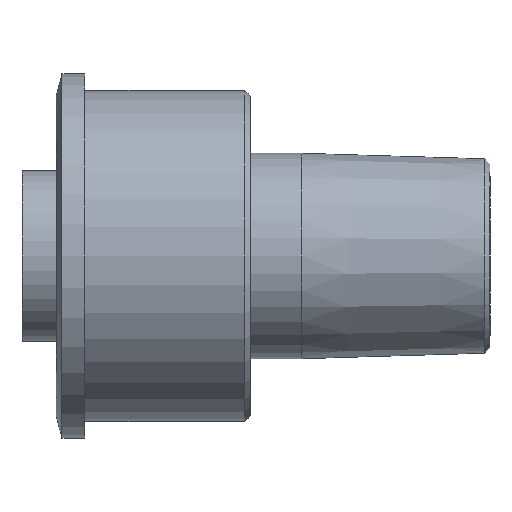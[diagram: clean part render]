
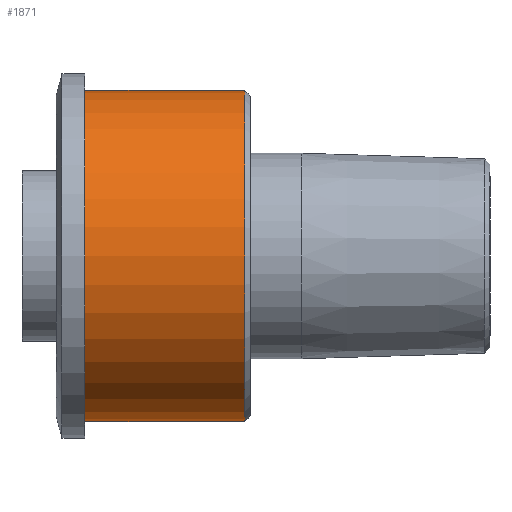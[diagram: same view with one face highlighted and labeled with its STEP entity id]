
A CAD part, front view. The second image highlights one B-rep face of the part: STEP entity #1871.
In plain terms, the highlighted cylindrical face has radius 14.5 mm (diameter 29 mm), a partial arc.
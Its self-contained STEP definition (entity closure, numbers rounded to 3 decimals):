
#140 = DIRECTION ( 'NONE',  ( -1., 0., 0. ) ) ;
#154 = LINE ( 'NONE', #1337, #1035 ) ;
#169 = DIRECTION ( 'NONE',  ( -1., 0., 0. ) ) ;
#175 = DIRECTION ( 'NONE',  ( -1., 0., 0. ) ) ;
#192 = VERTEX_POINT ( 'NONE', #1268 ) ;
#337 = CARTESIAN_POINT ( 'NONE',  ( -27.029, 0., -14.5 ) ) ;
#417 = VERTEX_POINT ( 'NONE', #860 ) ;
#549 = AXIS2_PLACEMENT_3D ( 'NONE', #2012, #2420, #1458 ) ;
#553 = DIRECTION ( 'NONE',  ( 0., 0., 1. ) ) ;
#562 = ORIENTED_EDGE ( 'NONE', *, *, #1456, .F. ) ;
#634 = VECTOR ( 'NONE', #140, 1000. ) ;
#830 = EDGE_CURVE ( 'NONE', #417, #192, #2075, .T. ) ;
#860 = CARTESIAN_POINT ( 'NONE',  ( -4.536, 0., -14.5 ) ) ;
#865 = CARTESIAN_POINT ( 'NONE',  ( -18.536, 0., 14.5 ) ) ;
#938 = EDGE_CURVE ( 'NONE', #192, #1263, #154, .T. ) ;
#1013 = ORIENTED_EDGE ( 'NONE', *, *, #938, .T. ) ;
#1019 = ORIENTED_EDGE ( 'NONE', *, *, #2067, .F. ) ;
#1035 = VECTOR ( 'NONE', #169, 1000. ) ;
#1081 = AXIS2_PLACEMENT_3D ( 'NONE', #1220, #1416, #1394 ) ;
#1220 = CARTESIAN_POINT ( 'NONE',  ( -18.536, 0., 0. ) ) ;
#1263 = VERTEX_POINT ( 'NONE', #865 ) ;
#1267 = CYLINDRICAL_SURFACE ( 'NONE', #2205, 14.5 ) ;
#1268 = CARTESIAN_POINT ( 'NONE',  ( -4.536, 0., 14.5 ) ) ;
#1337 = CARTESIAN_POINT ( 'NONE',  ( -27.029, 0., 14.5 ) ) ;
#1339 = VERTEX_POINT ( 'NONE', #1454 ) ;
#1394 = DIRECTION ( 'NONE',  ( 0., 0., 1. ) ) ;
#1416 = DIRECTION ( 'NONE',  ( -1., 0., 0. ) ) ;
#1454 = CARTESIAN_POINT ( 'NONE',  ( -18.536, 0., -14.5 ) ) ;
#1456 = EDGE_CURVE ( 'NONE', #417, #1339, #1495, .T. ) ;
#1458 = DIRECTION ( 'NONE',  ( 0., 0., 1. ) ) ;
#1495 = LINE ( 'NONE', #337, #634 ) ;
#1547 = EDGE_LOOP ( 'NONE', ( #562, #1881, #1013, #1019 ) ) ;
#1764 = CIRCLE ( 'NONE', #1081, 14.5 ) ;
#1871 = ADVANCED_FACE ( 'NONE', ( #2074 ), #1267, .T. ) ;
#1881 = ORIENTED_EDGE ( 'NONE', *, *, #830, .T. ) ;
#2012 = CARTESIAN_POINT ( 'NONE',  ( -4.536, 0., 0. ) ) ;
#2067 = EDGE_CURVE ( 'NONE', #1339, #1263, #1764, .T. ) ;
#2074 = FACE_OUTER_BOUND ( 'NONE', #1547, .T. ) ;
#2075 = CIRCLE ( 'NONE', #549, 14.5 ) ;
#2205 = AXIS2_PLACEMENT_3D ( 'NONE', #2229, #175, #553 ) ;
#2229 = CARTESIAN_POINT ( 'NONE',  ( -27.029, 0., 0. ) ) ;
#2420 = DIRECTION ( 'NONE',  ( -1., 0., 0. ) ) ;
